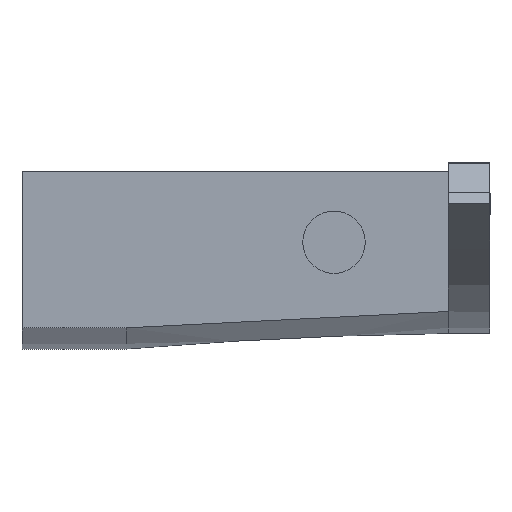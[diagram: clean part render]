
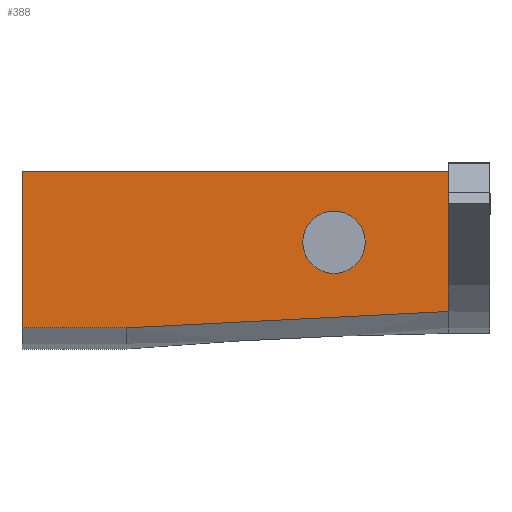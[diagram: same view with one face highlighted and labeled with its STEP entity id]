
A CAD part, left-side view. The second image highlights one B-rep face of the part: STEP entity #388.
In plain terms, the highlighted planar face has unit normal (-1, 0, 0).
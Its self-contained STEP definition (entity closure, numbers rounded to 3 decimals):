
#15=FACE_BOUND('',#67,.T.);
#26=PLANE('',#437);
#45=FACE_OUTER_BOUND('',#66,.T.);
#66=EDGE_LOOP('',(#321,#322,#323,#324,#325));
#67=EDGE_LOOP('',(#326));
#77=LINE('',#573,#114);
#98=LINE('',#655,#135);
#100=LINE('',#662,#137);
#101=LINE('',#663,#138);
#102=LINE('',#664,#139);
#114=VECTOR('',#459,10.);
#135=VECTOR('',#524,10.);
#137=VECTOR('',#530,10.);
#138=VECTOR('',#531,10.);
#139=VECTOR('',#532,10.);
#151=CIRCLE('',#412,1.5);
#169=VERTEX_POINT('',#567);
#170=VERTEX_POINT('',#571);
#171=VERTEX_POINT('',#572);
#194=VERTEX_POINT('',#654);
#196=VERTEX_POINT('',#660);
#197=VERTEX_POINT('',#661);
#206=EDGE_CURVE('',#169,#169,#151,.T.);
#207=EDGE_CURVE('',#170,#171,#77,.T.);
#240=EDGE_CURVE('',#170,#194,#98,.T.);
#243=EDGE_CURVE('',#196,#197,#100,.T.);
#244=EDGE_CURVE('',#196,#194,#101,.T.);
#245=EDGE_CURVE('',#197,#171,#102,.T.);
#321=ORIENTED_EDGE('',*,*,#243,.F.);
#322=ORIENTED_EDGE('',*,*,#244,.T.);
#323=ORIENTED_EDGE('',*,*,#240,.F.);
#324=ORIENTED_EDGE('',*,*,#207,.T.);
#325=ORIENTED_EDGE('',*,*,#245,.F.);
#326=ORIENTED_EDGE('',*,*,#206,.T.);
#388=ADVANCED_FACE('',(#45,#15),#26,.T.);
#412=AXIS2_PLACEMENT_3D('',#569,#455,#456);
#437=AXIS2_PLACEMENT_3D('',#659,#528,#529);
#455=DIRECTION('center_axis',(1.,0.,0.));
#456=DIRECTION('ref_axis',(0.,0.,-1.));
#459=DIRECTION('',(0.,0.,1.));
#524=DIRECTION('',(0.,0.999,-0.051));
#528=DIRECTION('center_axis',(-1.,0.,0.));
#529=DIRECTION('ref_axis',(0.,0.,-1.));
#530=DIRECTION('',(0.,0.,1.));
#531=DIRECTION('',(0.,-1.,0.));
#532=DIRECTION('',(0.,-1.,0.));
#567=CARTESIAN_POINT('',(-6.616,7.5,-15.366));
#569=CARTESIAN_POINT('Origin',(-6.616,7.5,-16.866));
#571=CARTESIAN_POINT('',(-6.616,2.,-20.194));
#572=CARTESIAN_POINT('',(-6.616,2.,-13.462));
#573=CARTESIAN_POINT('',(-6.616,2.,-13.462));
#654=CARTESIAN_POINT('',(-6.616,17.5,-20.982));
#655=CARTESIAN_POINT('',(-6.616,2.,-20.194));
#659=CARTESIAN_POINT('Origin',(-6.616,22.5,-13.462));
#660=CARTESIAN_POINT('',(-6.616,22.5,-20.982));
#661=CARTESIAN_POINT('',(-6.616,22.5,-13.462));
#662=CARTESIAN_POINT('',(-6.616,22.5,-20.982));
#663=CARTESIAN_POINT('',(-6.616,22.5,-20.982));
#664=CARTESIAN_POINT('',(-6.616,22.5,-13.462));
